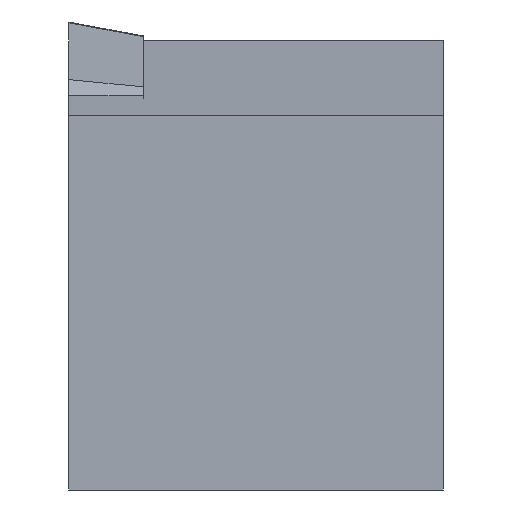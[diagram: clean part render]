
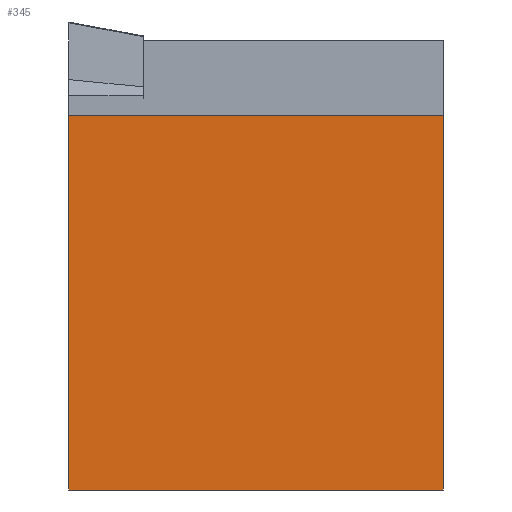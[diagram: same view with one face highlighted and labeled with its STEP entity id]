
A CAD part, left-side view. The second image highlights one B-rep face of the part: STEP entity #345.
In plain terms, the highlighted face is planar.
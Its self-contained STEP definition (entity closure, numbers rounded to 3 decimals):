
#105=DIRECTION('',(0.,1.,0.));
#106=VECTOR('',#105,20.);
#107=CARTESIAN_POINT('',(0.,0.,0.));
#108=LINE('',#107,#106);
#112=DIRECTION('',(1.,0.,0.));
#113=VECTOR('',#112,20.);
#114=CARTESIAN_POINT('',(0.,20.,0.));
#115=LINE('',#114,#113);
#119=DIRECTION('',(0.,-1.,0.));
#120=VECTOR('',#119,20.);
#121=CARTESIAN_POINT('',(20.,20.,0.));
#122=LINE('',#121,#120);
#126=DIRECTION('',(-1.,0.,0.));
#127=VECTOR('',#126,20.);
#128=CARTESIAN_POINT('',(20.,0.,0.));
#129=LINE('',#128,#127);
#294=CARTESIAN_POINT('',(20.,0.,0.));
#295=CARTESIAN_POINT('',(0.,0.,0.));
#296=VERTEX_POINT('',#294);
#297=VERTEX_POINT('',#295);
#298=CARTESIAN_POINT('',(20.,20.,0.));
#299=VERTEX_POINT('',#298);
#300=CARTESIAN_POINT('',(0.,20.,0.));
#301=VERTEX_POINT('',#300);
#330=CARTESIAN_POINT('',(0.,0.,0.));
#331=DIRECTION('',(0.,0.,-1.));
#332=DIRECTION('',(0.,1.,0.));
#333=AXIS2_PLACEMENT_3D('',#330,#331,#332);
#334=PLANE('',#333);
#336=ORIENTED_EDGE('',*,*,#335,.T.);
#338=ORIENTED_EDGE('',*,*,#337,.T.);
#340=ORIENTED_EDGE('',*,*,#339,.T.);
#342=ORIENTED_EDGE('',*,*,#341,.T.);
#343=EDGE_LOOP('',(#336,#338,#340,#342));
#344=FACE_OUTER_BOUND('',#343,.F.);
#335=EDGE_CURVE('',#297,#301,#108,.T.);
#337=EDGE_CURVE('',#301,#299,#115,.T.);
#339=EDGE_CURVE('',#299,#296,#122,.T.);
#341=EDGE_CURVE('',#296,#297,#129,.T.);
#345=ADVANCED_FACE('',(#344),#334,.F.);
